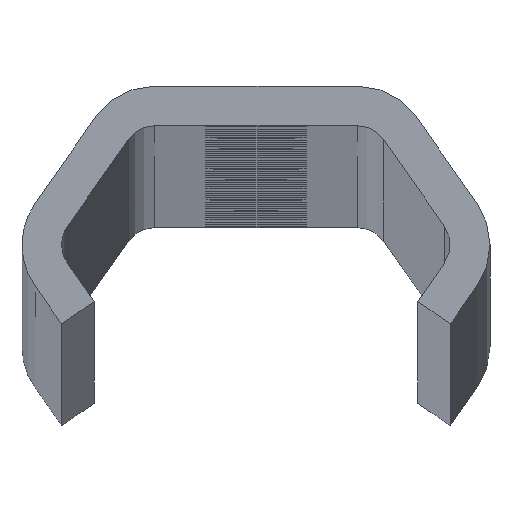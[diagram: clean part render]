
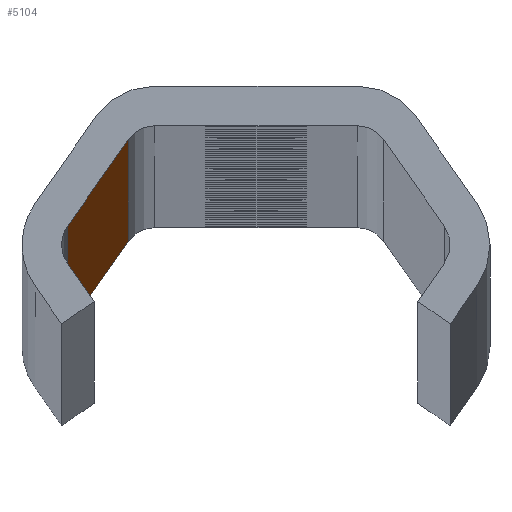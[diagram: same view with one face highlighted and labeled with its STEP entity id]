
A CAD part, top view. The second image highlights one B-rep face of the part: STEP entity #5104.
In plain terms, the highlighted planar face has unit normal (0.819, -0.574, 0).
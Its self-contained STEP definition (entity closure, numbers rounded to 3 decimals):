
#90 = VECTOR ( 'NONE', #6675, 1000. ) ;
#241 = CARTESIAN_POINT ( 'NONE',  ( -11.883, 1.163, 1840. ) ) ;
#279 = ORIENTED_EDGE ( 'NONE', *, *, #4090, .T. ) ;
#290 = CARTESIAN_POINT ( 'NONE',  ( -8.052, 6.635, 1840. ) ) ;
#461 = CARTESIAN_POINT ( 'NONE',  ( -11.883, 1.163, -1840. ) ) ;
#516 = VECTOR ( 'NONE', #7846, 1000. ) ;
#955 = FACE_OUTER_BOUND ( 'NONE', #2936, .T. ) ;
#1766 = DIRECTION ( 'NONE',  ( 0.574, 0.819, 0. ) ) ;
#2569 = LINE ( 'NONE', #5910, #8602 ) ;
#2792 = VECTOR ( 'NONE', #6567, 1000. ) ;
#2886 = ORIENTED_EDGE ( 'NONE', *, *, #7027, .F. ) ;
#2936 = EDGE_LOOP ( 'NONE', ( #7173, #8062, #2886, #279 ) ) ;
#2958 = DIRECTION ( 'NONE',  ( -0.574, -0.819, 0. ) ) ;
#3187 = LINE ( 'NONE', #461, #90 ) ;
#3543 = PLANE ( 'NONE',  #6255 ) ;
#3595 = LINE ( 'NONE', #7806, #516 ) ;
#3652 = VERTEX_POINT ( 'NONE', #5219 ) ;
#3838 = LINE ( 'NONE', #8645, #2792 ) ;
#4090 = EDGE_CURVE ( 'NONE', #8864, #6759, #3838, .T. ) ;
#4666 = EDGE_CURVE ( 'NONE', #4734, #3652, #3595, .T. ) ;
#4734 = VERTEX_POINT ( 'NONE', #290 ) ;
#5104 = ADVANCED_FACE ( 'NONE', ( #955 ), #3543, .F. ) ;
#5219 = CARTESIAN_POINT ( 'NONE',  ( -8.052, 6.635, -1840. ) ) ;
#5523 = CARTESIAN_POINT ( 'NONE',  ( -11.883, 1.163, -1840. ) ) ;
#5910 = CARTESIAN_POINT ( 'NONE',  ( -11.883, 1.163, 1840. ) ) ;
#6255 = AXIS2_PLACEMENT_3D ( 'NONE', #241, #8521, #2958 ) ;
#6567 = DIRECTION ( 'NONE',  ( 0., 0., -1. ) ) ;
#6675 = DIRECTION ( 'NONE',  ( 0.574, 0.819, 0. ) ) ;
#6759 = VERTEX_POINT ( 'NONE', #5523 ) ;
#6903 = CARTESIAN_POINT ( 'NONE',  ( -11.883, 1.163, 1840. ) ) ;
#7027 = EDGE_CURVE ( 'NONE', #8864, #4734, #2569, .T. ) ;
#7173 = ORIENTED_EDGE ( 'NONE', *, *, #8714, .T. ) ;
#7806 = CARTESIAN_POINT ( 'NONE',  ( -8.052, 6.635, 1840. ) ) ;
#7846 = DIRECTION ( 'NONE',  ( 0., 0., -1. ) ) ;
#8062 = ORIENTED_EDGE ( 'NONE', *, *, #4666, .F. ) ;
#8521 = DIRECTION ( 'NONE',  ( -0.819, 0.574, 0. ) ) ;
#8602 = VECTOR ( 'NONE', #1766, 1000. ) ;
#8645 = CARTESIAN_POINT ( 'NONE',  ( -11.883, 1.163, 1840. ) ) ;
#8714 = EDGE_CURVE ( 'NONE', #6759, #3652, #3187, .T. ) ;
#8864 = VERTEX_POINT ( 'NONE', #6903 ) ;
